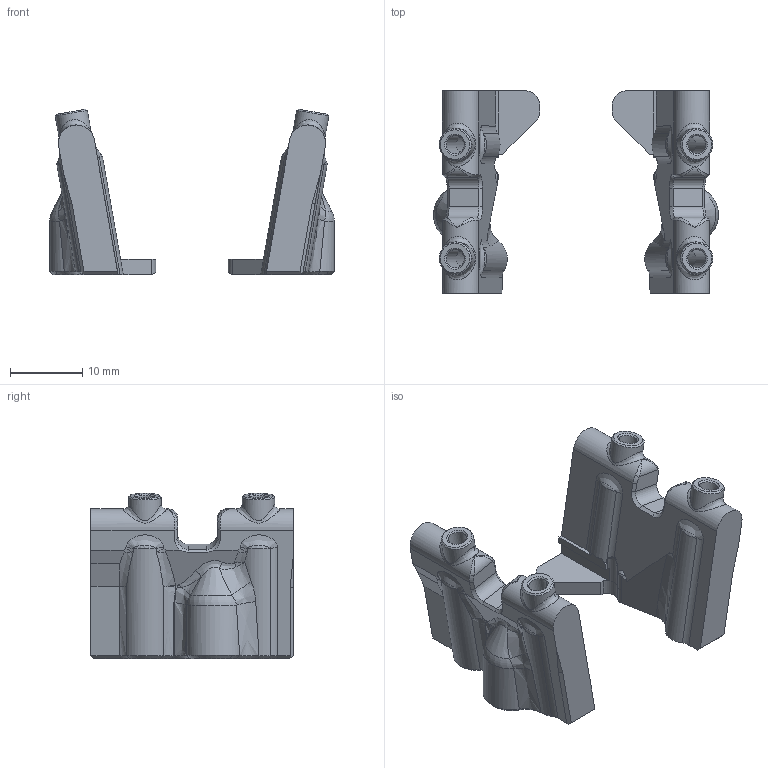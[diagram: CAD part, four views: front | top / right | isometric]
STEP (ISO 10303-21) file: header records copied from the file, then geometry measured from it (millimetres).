
FILE_DESCRIPTION(/* description */ ('STEP AP242','CAx-IF Rec.Pracs.---Representation and Presentation of Product Manufacturing Information (PMI)---4.0---2014-10-13','CAx-IF Rec.Pracs.---3D Tessellated Geometry---0.4---2014-09-14','2;1'),/* implementation_level */ '2;1');
FILE_NAME(/* name */ '648489def11aaa4f8fc3510b',/* time_stamp */ '2023-06-10T14:34:06Z',/* author */ (''),/* organization */ (''),/* preprocessor_version */ 'ST-DEVELOPER v19.4',/* originating_system */ ' ',/* authorisation */ ' ');
FILE_SCHEMA (('AP242_MANAGED_MODEL_BASED_3D_ENGINEERING_MIM_LF { 1 0 10303 442 1 1 4 }'));
Length unit declared in the file: metre
Products named in the file (2): Mantis Xol DFA - Carriage - PCB Klicky
Bounding box: 39.4 x 28 x 22.91 mm (x, y, z)
Volume: 4898.9 mm3; surface area: 4733.8 mm2
Topology: 2 solids, 2 shells, 308 faces, 788 edges, 474 vertices
Faces by surface type: bspline 102, plane 86, cylinder 70, cone 40, torus 10
Full cylindrical faces by diameter (mm): 2.5 x4, 4 x4, 4.5 x4, 4.7 x2
Entity records: 10959 total; most frequent: CARTESIAN_POINT 4550, ORIENTED_EDGE 1456, DIRECTION 1053, EDGE_CURVE 728, VERTEX_POINT 462, AXIS2_PLACEMENT_3D 400, EDGE_LOOP 354, FACE_BOUND 354
